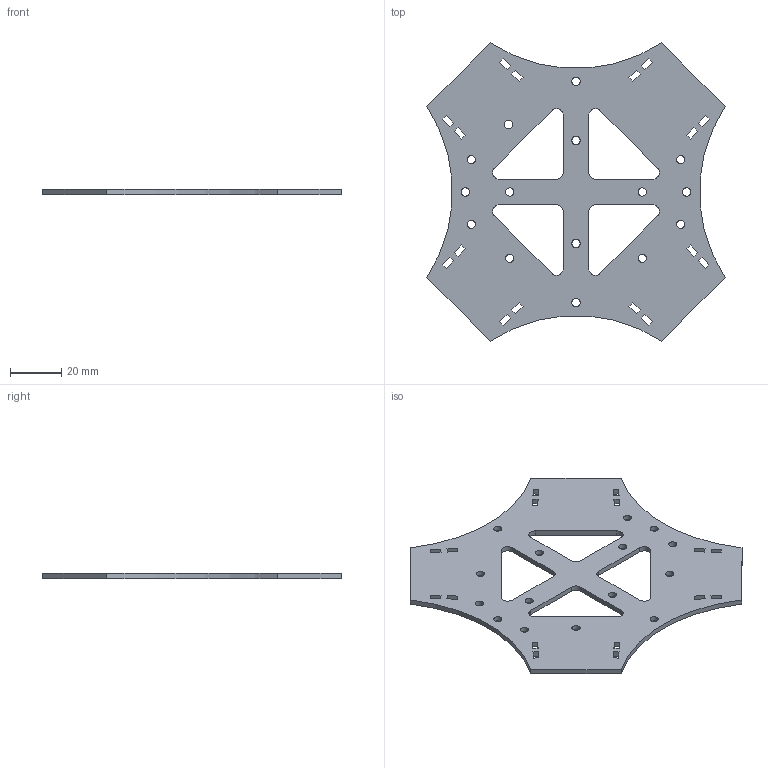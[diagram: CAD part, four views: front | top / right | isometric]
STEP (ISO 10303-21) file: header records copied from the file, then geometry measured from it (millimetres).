
FILE_DESCRIPTION(/* description */ (''),/* implementation_level */ '2;1');
FILE_NAME(/* name */ 'Bottom_Plate v4.step',/* time_stamp */ '2025-07-14T16:20:42-07:00',/* author */ (''),/* organization */ (''),/* preprocessor_version */ 'ST-DEVELOPER v20.1',/* originating_system */ 'Autodesk Translation Framework v14.10.0.0',/* authorisation */ '');
FILE_SCHEMA (('AUTOMOTIVE_DESIGN { 1 0 10303 214 3 1 1 }'));
Length unit declared in the file: millimetre
Products named in the file (1): Bottom_Plate
Bounding box: 115.97 x 115.96 x 2 mm (x, y, z)
Volume: 16633.4 mm3; surface area: 18911.1 mm2
Topology: 1 solids, 1 shells, 113 faces, 333 edges, 222 vertices
Faces by surface type: plane 82, cylinder 31
Full cylindrical faces by diameter (mm): 3.2 x15
Entity records: 3929 total; most frequent: CARTESIAN_POINT 669, ORIENTED_EDGE 666, DIRECTION 623, EDGE_CURVE 333, LINE 271, VECTOR 271, VERTEX_POINT 222, EDGE_LOOP 183
